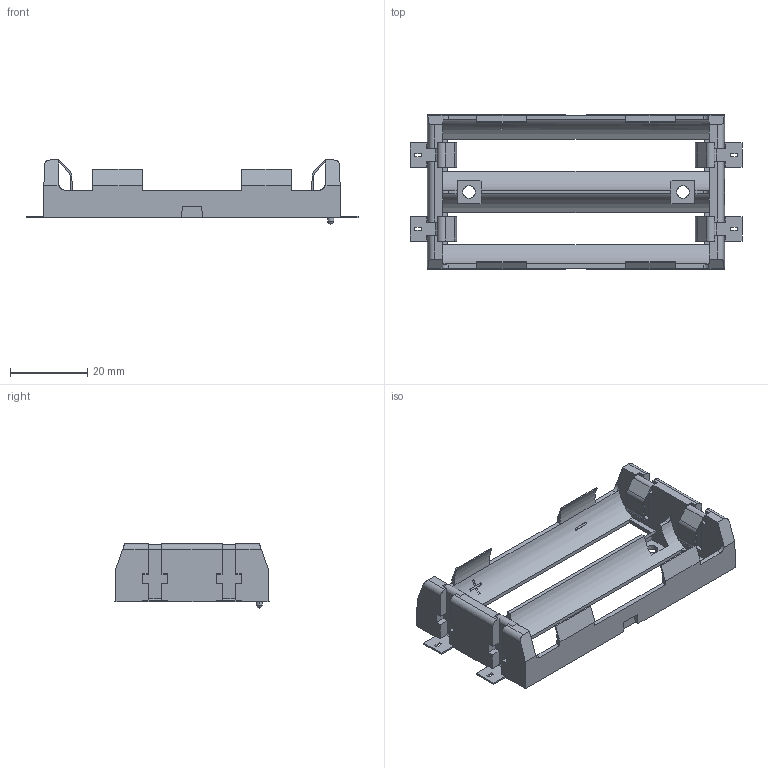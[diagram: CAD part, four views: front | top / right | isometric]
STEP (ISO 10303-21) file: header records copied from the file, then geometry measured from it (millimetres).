
FILE_DESCRIPTION (( 'STEP AP214' ), '1' );
FILE_NAME ('BAT-SMD_BH-18650-B1BA007.STEP', '2023-08-24T06:43:27', ( '' ), ( '' ), 'SwSTEP 2.0', 'SolidWorks 2020', '' );
FILE_SCHEMA (( 'AUTOMOTIVE_DESIGN' ));
Length unit declared in the file: millimetre
Products named in the file (1): BAT-SMD_BH-18650-B1BA007
Bounding box: 86 x 39.9 x 16.6 mm (x, y, z)
Volume: 9450.4 mm3; surface area: 10841.5 mm2
Topology: 5 solids, 5 shells, 562 faces, 1575 edges, 1041 vertices
Faces by surface type: plane 394, bspline 98, cylinder 68, sphere 2
Entity records: 24753 total; most frequent: CARTESIAN_POINT 4619, ORIENTED_EDGE 3142, DIRECTION 2415, EDGE_CURVE 1571, LINE 1217, VECTOR 1217, VERTEX_POINT 1039, AXIS2_PLACEMENT_3D 599
